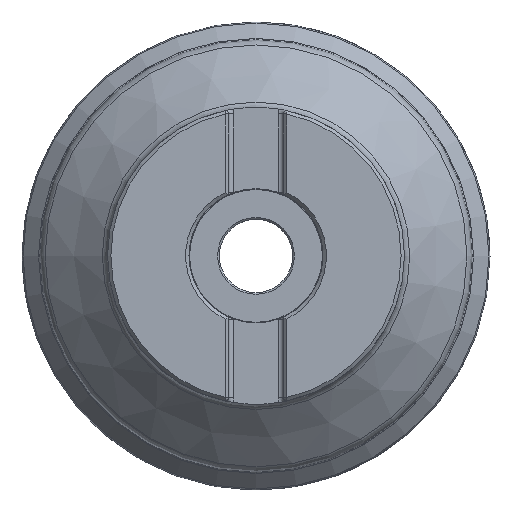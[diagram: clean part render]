
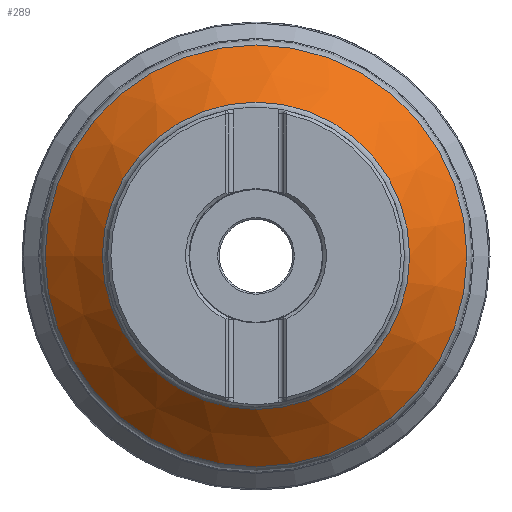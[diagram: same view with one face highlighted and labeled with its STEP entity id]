
A CAD part, top view. The second image highlights one B-rep face of the part: STEP entity #289.
In plain terms, the highlighted conical face has half-angle 46.555 degrees and reference radius 44.5 mm.
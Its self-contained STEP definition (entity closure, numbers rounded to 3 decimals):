
#238=CONICAL_SURFACE('',#1521,44.5,46.555);
#289=ADVANCED_FACE('',(#619,#620),#238,.T.);
#501=CIRCLE('',#1519,63.232);
#502=CIRCLE('',#1520,46.062);
#619=FACE_BOUND('',#741,.T.);
#620=FACE_BOUND('',#742,.T.);
#741=EDGE_LOOP('',(#917));
#742=EDGE_LOOP('',(#918));
#917=ORIENTED_EDGE('',*,*,#1349,.T.);
#918=ORIENTED_EDGE('',*,*,#1350,.T.);
#1221=VERTEX_POINT('',#2489);
#1222=VERTEX_POINT('',#2491);
#1349=EDGE_CURVE('',#1221,#1221,#501,.T.);
#1350=EDGE_CURVE('',#1222,#1222,#502,.T.);
#1519=AXIS2_PLACEMENT_3D('',#2488,#1783,#1784);
#1520=AXIS2_PLACEMENT_3D('',#2490,#1785,#1786);
#1521=AXIS2_PLACEMENT_3D('',#2492,#1787,#1788);
#1783=DIRECTION('',(0.,0.,1.));
#1784=DIRECTION('',(1.,0.,0.));
#1785=DIRECTION('',(0.,0.,-1.));
#1786=DIRECTION('',(-1.,0.,0.));
#1787=DIRECTION('',(0.,0.,-1.));
#1788=DIRECTION('',(-1.,0.,0.));
#2488=CARTESIAN_POINT('',(0.,0.,-30.742));
#2489=CARTESIAN_POINT('',(63.232,0.,-30.742));
#2490=CARTESIAN_POINT('',(0.,0.,-14.479));
#2491=CARTESIAN_POINT('',(-46.062,0.,-14.479));
#2492=CARTESIAN_POINT('',(0.,0.,-13.));
